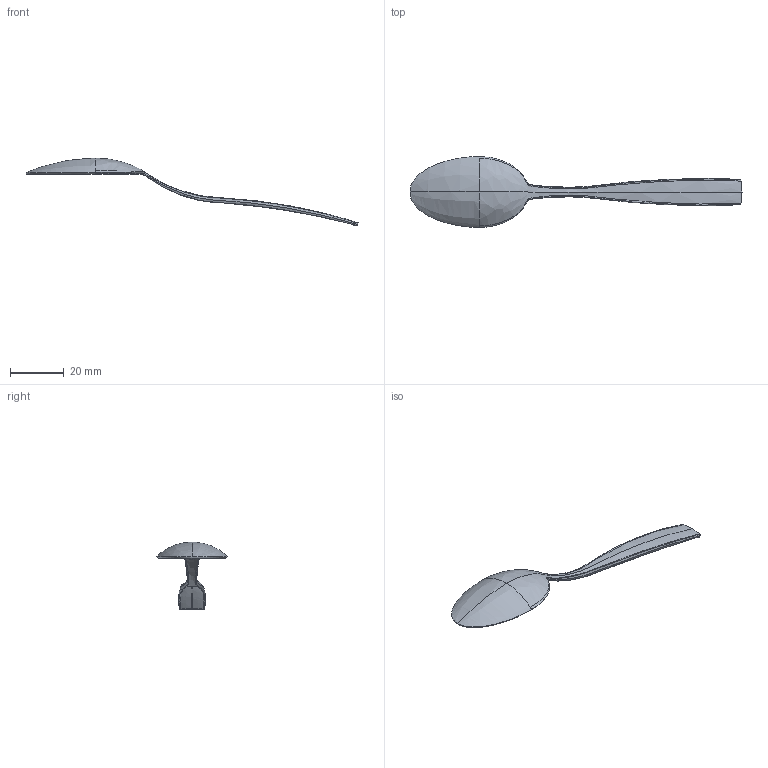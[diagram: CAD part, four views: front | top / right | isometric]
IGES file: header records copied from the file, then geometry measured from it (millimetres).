
Start section: SolidWorks IGES FILE using analytic representation for surfaces
Global section: file name: Logka1.IGS; native system: SolidWorks 2001 by SolidWorks Corporation; preprocessor: Version 5.2; author: Barabanov; date: 011130.095907; units: millimetre
Bounding box: 123.66 x 26.41 x 25.24 mm (x, y, z)
Surface area: 3450.5 mm2 (no closed solid volume)
Topology: 0 solids, 0 shells, 36 faces, 351 edges, 350 vertices
Faces by surface type: bspline 31, revolution 5
